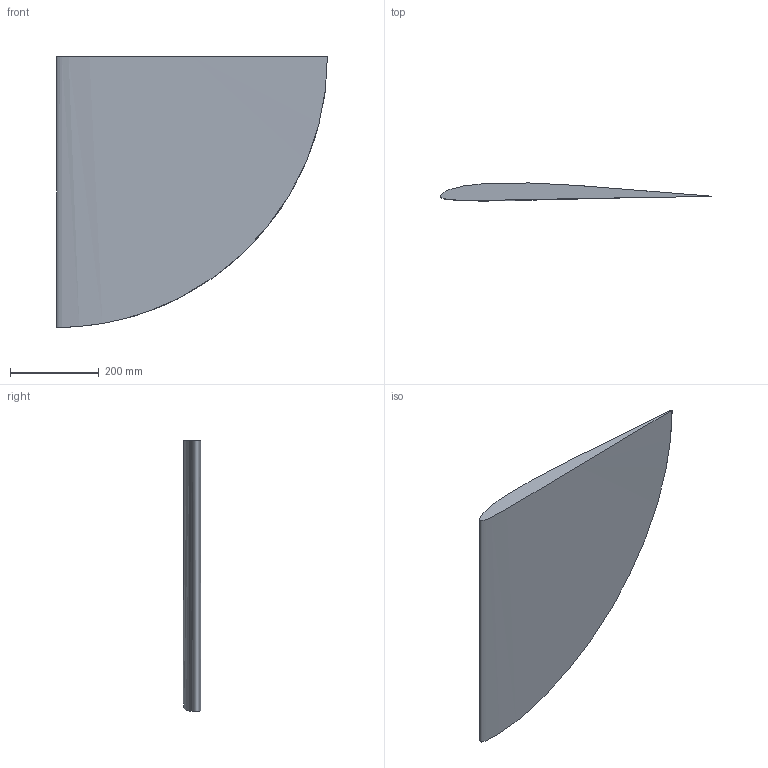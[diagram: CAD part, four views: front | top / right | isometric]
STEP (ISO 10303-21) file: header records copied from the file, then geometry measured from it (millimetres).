
FILE_DESCRIPTION (( 'STEP AP203' ), '1' );
FILE_NAME ('Airfoil skin.STEP', '2023-10-29T21:49:26', ( '' ), ( '' ), 'SwSTEP 2.0', 'SolidWorks 2023', '' );
FILE_SCHEMA (( 'CONFIG_CONTROL_DESIGN' ));
Length unit declared in the file: inch
Products named in the file (1): Airfoil skin
Bounding box: 609.6 x 40.31 x 609.6 mm (x, y, z)
Volume: 9815031 mm3; surface area: 644513 mm2
Topology: 1 solids, 1 shells, 3 faces, 3 edges, 2 vertices
Faces by surface type: bspline 1, plane 1, cylinder 1
Entity records: 863 total; most frequent: CARTESIAN_POINT 743, PERSON_AND_ORGANIZATION 8, DIRECTION 7, ORIENTED_EDGE 6, DATE_AND_TIME 5, CALENDAR_DATE 5, PERSON_AND_ORGANIZATION_ROLE 5, CC_DESIGN_PERSON_AND_ORGANIZATION_ASSIGNMENT 5
